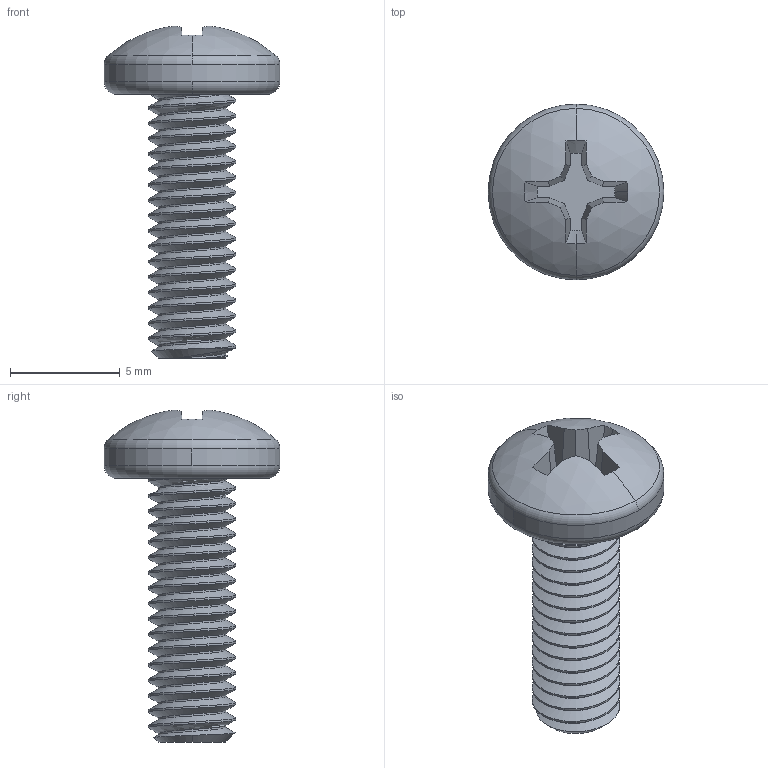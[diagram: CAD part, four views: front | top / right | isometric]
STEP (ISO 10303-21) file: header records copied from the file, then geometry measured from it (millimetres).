
FILE_DESCRIPTION (( 'STEP AP203' ), '1' );
FILE_NAME ('90116A209_316 Stainless Steel Pan Head Phillips Screws.STEP', '2021-09-09T15:34:06', ( 'Administrator' ), ( 'Managed by Terraform' ), 'SwSTEP 2.0', 'SolidWorks 2017', '' );
FILE_SCHEMA (( 'CONFIG_CONTROL_DESIGN' ));
Length unit declared in the file: millimetre
Products named in the file (1): 90116A209_316 Stainless Steel Pan Head Phillips Screws
Bounding box: 8 x 8 x 15.11 mm (x, y, z)
Volume: 223 mm3; surface area: 403.9 mm2
Topology: 1 solids, 1 shells, 125 faces, 361 edges, 239 vertices
Faces by surface type: cylinder 88, plane 19, cone 9, torus 4, bspline 3, sphere 2
Entity records: 5667 total; most frequent: CARTESIAN_POINT 2808, ORIENTED_EDGE 722, DIRECTION 473, EDGE_CURVE 361, VERTEX_POINT 239, AXIS2_PLACEMENT_3D 177, EDGE_LOOP 126, FACE_OUTER_BOUND 125
